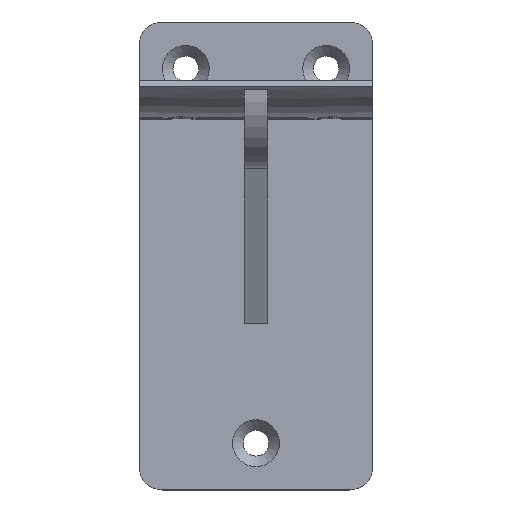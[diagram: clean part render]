
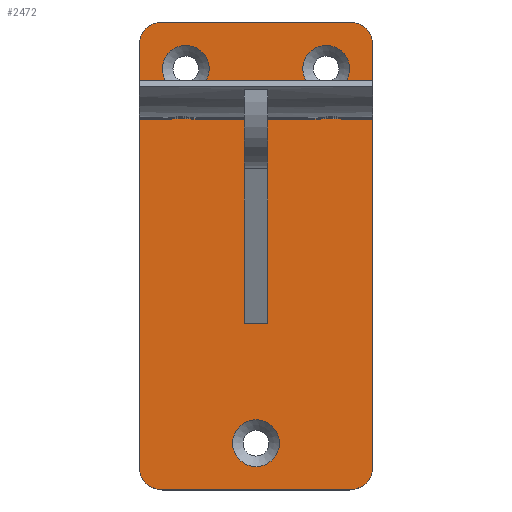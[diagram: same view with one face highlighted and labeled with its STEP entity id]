
A CAD part, top view. The second image highlights one B-rep face of the part: STEP entity #2472.
In plain terms, the highlighted planar face has unit normal (0, 0, 1).
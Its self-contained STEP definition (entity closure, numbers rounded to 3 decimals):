
#34 = CARTESIAN_POINT ( 'NONE',  ( -10., 40., 5. ) ) ;
#187 = EDGE_CURVE ( 'NONE', #12275, #11924, #8122, .T. ) ;
#207 = CIRCLE ( 'NONE', #10301, 5. ) ;
#233 = ORIENTED_EDGE ( 'NONE', *, *, #7532, .T. ) ;
#242 = EDGE_LOOP ( 'NONE', ( #1481 ) ) ;
#248 = CARTESIAN_POINT ( 'NONE',  ( 20., -45., 5. ) ) ;
#313 = DIRECTION ( 'NONE',  ( -1., 0., 0. ) ) ;
#508 = DIRECTION ( 'NONE',  ( 0., 0., 1. ) ) ;
#676 = DIRECTION ( 'NONE',  ( 1., 0., 0. ) ) ;
#693 = VECTOR ( 'NONE', #313, 1000. ) ;
#762 = DIRECTION ( 'NONE',  ( 0., 0., 1. ) ) ;
#788 = CARTESIAN_POINT ( 'NONE',  ( -2.5, -14.474, 5. ) ) ;
#989 = DIRECTION ( 'NONE',  ( 1., 0., 0. ) ) ;
#1056 = EDGE_LOOP ( 'NONE', ( #1237, #5771, #3900, #11993 ) ) ;
#1116 = EDGE_CURVE ( 'NONE', #5831, #5831, #8266, .T. ) ;
#1143 = EDGE_CURVE ( 'NONE', #11457, #8419, #10501, .T. ) ;
#1237 = ORIENTED_EDGE ( 'NONE', *, *, #187, .T. ) ;
#1341 = CARTESIAN_POINT ( 'NONE',  ( 15., 40., 5. ) ) ;
#1459 = ORIENTED_EDGE ( 'NONE', *, *, #1952, .T. ) ;
#1481 = ORIENTED_EDGE ( 'NONE', *, *, #7757, .F. ) ;
#1570 = VECTOR ( 'NONE', #676, 1000. ) ;
#1642 = CARTESIAN_POINT ( 'NONE',  ( -15., 40., 5. ) ) ;
#1943 = VERTEX_POINT ( 'NONE', #7511 ) ;
#1952 = EDGE_CURVE ( 'NONE', #9474, #4097, #3779, .T. ) ;
#1990 = DIRECTION ( 'NONE',  ( 1., 0., 0. ) ) ;
#2053 = LINE ( 'NONE', #11028, #6530 ) ;
#2094 = LINE ( 'NONE', #8705, #4928 ) ;
#2155 = DIRECTION ( 'NONE',  ( 1., 0., 0. ) ) ;
#2200 = DIRECTION ( 'NONE',  ( 0., 0., 1. ) ) ;
#2247 = VERTEX_POINT ( 'NONE', #34 ) ;
#2472 = ADVANCED_FACE ( 'NONE', ( #8104, #7361, #11238, #5584, #5443 ), #10229, .T. ) ;
#2607 = DIRECTION ( 'NONE',  ( 0., -1., 0. ) ) ;
#2640 = AXIS2_PLACEMENT_3D ( 'NONE', #9892, #11701, #6172 ) ;
#2656 = VERTEX_POINT ( 'NONE', #11478 ) ;
#2969 = EDGE_CURVE ( 'NONE', #12275, #8419, #6171, .T. ) ;
#3007 = LINE ( 'NONE', #6820, #8354 ) ;
#3121 = ORIENTED_EDGE ( 'NONE', *, *, #3377, .T. ) ;
#3339 = ORIENTED_EDGE ( 'NONE', *, *, #3749, .F. ) ;
#3377 = EDGE_CURVE ( 'NONE', #5621, #9604, #6462, .T. ) ;
#3429 = ORIENTED_EDGE ( 'NONE', *, *, #1116, .F. ) ;
#3466 = DIRECTION ( 'NONE',  ( 0., 0., 1. ) ) ;
#3504 = AXIS2_PLACEMENT_3D ( 'NONE', #5359, #10167, #5320 ) ;
#3749 = EDGE_CURVE ( 'NONE', #2247, #2247, #207, .T. ) ;
#3779 = CIRCLE ( 'NONE', #8672, 5. ) ;
#3788 = CARTESIAN_POINT ( 'NONE',  ( 20., 45., 5. ) ) ;
#3900 = ORIENTED_EDGE ( 'NONE', *, *, #1143, .T. ) ;
#4097 = VERTEX_POINT ( 'NONE', #9471 ) ;
#4229 = DIRECTION ( 'NONE',  ( -1., 0., 0. ) ) ;
#4282 = AXIS2_PLACEMENT_3D ( 'NONE', #1341, #2200, #2155 ) ;
#4356 = DIRECTION ( 'NONE',  ( 1., 0., 0. ) ) ;
#4676 = DIRECTION ( 'NONE',  ( 1., 0., 0. ) ) ;
#4700 = CARTESIAN_POINT ( 'NONE',  ( -25., -45., 5. ) ) ;
#4863 = VERTEX_POINT ( 'NONE', #11156 ) ;
#4928 = VECTOR ( 'NONE', #9668, 1000. ) ;
#5135 = EDGE_CURVE ( 'NONE', #2656, #5621, #2094, .T. ) ;
#5159 = DIRECTION ( 'NONE',  ( 0., 1., 0. ) ) ;
#5268 = CARTESIAN_POINT ( 'NONE',  ( -2.5, 0., 5. ) ) ;
#5288 = CARTESIAN_POINT ( 'NONE',  ( -20., 45., 5. ) ) ;
#5320 = DIRECTION ( 'NONE',  ( 1., 0., 0. ) ) ;
#5358 = LINE ( 'NONE', #11215, #6094 ) ;
#5359 = CARTESIAN_POINT ( 'NONE',  ( 0., -40., 5. ) ) ;
#5443 = FACE_BOUND ( 'NONE', #1056, .T. ) ;
#5581 = ORIENTED_EDGE ( 'NONE', *, *, #8736, .T. ) ;
#5584 = FACE_OUTER_BOUND ( 'NONE', #8273, .T. ) ;
#5621 = VERTEX_POINT ( 'NONE', #4700 ) ;
#5771 = ORIENTED_EDGE ( 'NONE', *, *, #7992, .T. ) ;
#5831 = VERTEX_POINT ( 'NONE', #6518 ) ;
#5857 = EDGE_CURVE ( 'NONE', #4097, #7224, #3007, .T. ) ;
#5931 = ORIENTED_EDGE ( 'NONE', *, *, #9324, .T. ) ;
#5965 = CARTESIAN_POINT ( 'NONE',  ( 0., -14.474, 5. ) ) ;
#6023 = CARTESIAN_POINT ( 'NONE',  ( 2.5, -14.474, 5. ) ) ;
#6094 = VECTOR ( 'NONE', #2607, 1000. ) ;
#6171 = LINE ( 'NONE', #5268, #6757 ) ;
#6172 = DIRECTION ( 'NONE',  ( 1., 0., 0. ) ) ;
#6453 = CARTESIAN_POINT ( 'NONE',  ( 0., 0., 5. ) ) ;
#6462 = CIRCLE ( 'NONE', #2640, 5. ) ;
#6518 = CARTESIAN_POINT ( 'NONE',  ( 20., 40., 5. ) ) ;
#6530 = VECTOR ( 'NONE', #5159, 1000. ) ;
#6539 = CIRCLE ( 'NONE', #11043, 5. ) ;
#6668 = EDGE_LOOP ( 'NONE', ( #3339 ) ) ;
#6741 = CARTESIAN_POINT ( 'NONE',  ( 2.5, 35., 5. ) ) ;
#6757 = VECTOR ( 'NONE', #11080, 1000. ) ;
#6761 = ORIENTED_EDGE ( 'NONE', *, *, #5135, .T. ) ;
#6820 = CARTESIAN_POINT ( 'NONE',  ( -25., 50., 5. ) ) ;
#6848 = CARTESIAN_POINT ( 'NONE',  ( -20., -50., 5. ) ) ;
#7031 = AXIS2_PLACEMENT_3D ( 'NONE', #5288, #508, #4356 ) ;
#7224 = VERTEX_POINT ( 'NONE', #8717 ) ;
#7361 = FACE_BOUND ( 'NONE', #7642, .T. ) ;
#7398 = DIRECTION ( 'NONE',  ( 1., 0., 0. ) ) ;
#7511 = CARTESIAN_POINT ( 'NONE',  ( 20., -50., 5. ) ) ;
#7532 = EDGE_CURVE ( 'NONE', #1943, #4863, #6539, .T. ) ;
#7553 = DIRECTION ( 'NONE',  ( 0., 0., 1. ) ) ;
#7642 = EDGE_LOOP ( 'NONE', ( #3429 ) ) ;
#7692 = EDGE_CURVE ( 'NONE', #9604, #1943, #8625, .T. ) ;
#7757 = EDGE_CURVE ( 'NONE', #9982, #9982, #8328, .T. ) ;
#7992 = EDGE_CURVE ( 'NONE', #11924, #11457, #5358, .T. ) ;
#8104 = FACE_BOUND ( 'NONE', #6668, .T. ) ;
#8122 = LINE ( 'NONE', #10186, #1570 ) ;
#8266 = CIRCLE ( 'NONE', #4282, 5. ) ;
#8273 = EDGE_LOOP ( 'NONE', ( #11533, #233, #5581, #1459, #8332, #5931, #6761, #3121 ) ) ;
#8328 = CIRCLE ( 'NONE', #3504, 5. ) ;
#8332 = ORIENTED_EDGE ( 'NONE', *, *, #5857, .T. ) ;
#8354 = VECTOR ( 'NONE', #4229, 1000. ) ;
#8419 = VERTEX_POINT ( 'NONE', #788 ) ;
#8625 = LINE ( 'NONE', #10298, #8761 ) ;
#8672 = AXIS2_PLACEMENT_3D ( 'NONE', #3788, #7553, #4676 ) ;
#8705 = CARTESIAN_POINT ( 'NONE',  ( -25., 50., 5. ) ) ;
#8717 = CARTESIAN_POINT ( 'NONE',  ( -20., 50., 5. ) ) ;
#8736 = EDGE_CURVE ( 'NONE', #4863, #9474, #2053, .T. ) ;
#8761 = VECTOR ( 'NONE', #989, 1000. ) ;
#9260 = CIRCLE ( 'NONE', #7031, 5. ) ;
#9324 = EDGE_CURVE ( 'NONE', #7224, #2656, #9260, .T. ) ;
#9471 = CARTESIAN_POINT ( 'NONE',  ( 20., 50., 5. ) ) ;
#9474 = VERTEX_POINT ( 'NONE', #10257 ) ;
#9604 = VERTEX_POINT ( 'NONE', #6848 ) ;
#9668 = DIRECTION ( 'NONE',  ( 0., -1., 0. ) ) ;
#9892 = CARTESIAN_POINT ( 'NONE',  ( -20., -45., 5. ) ) ;
#9982 = VERTEX_POINT ( 'NONE', #11468 ) ;
#10131 = CARTESIAN_POINT ( 'NONE',  ( -2.5, 35., 5. ) ) ;
#10167 = DIRECTION ( 'NONE',  ( 0., 0., 1. ) ) ;
#10186 = CARTESIAN_POINT ( 'NONE',  ( 0., 35., 5. ) ) ;
#10229 = PLANE ( 'NONE',  #10518 ) ;
#10257 = CARTESIAN_POINT ( 'NONE',  ( 25., 45., 5. ) ) ;
#10298 = CARTESIAN_POINT ( 'NONE',  ( -25., -50., 5. ) ) ;
#10301 = AXIS2_PLACEMENT_3D ( 'NONE', #1642, #3466, #12093 ) ;
#10501 = LINE ( 'NONE', #5965, #693 ) ;
#10518 = AXIS2_PLACEMENT_3D ( 'NONE', #6453, #762, #7398 ) ;
#11028 = CARTESIAN_POINT ( 'NONE',  ( 25., 50., 5. ) ) ;
#11043 = AXIS2_PLACEMENT_3D ( 'NONE', #248, #11604, #1990 ) ;
#11080 = DIRECTION ( 'NONE',  ( 0., -1., 0. ) ) ;
#11156 = CARTESIAN_POINT ( 'NONE',  ( 25., -45., 5. ) ) ;
#11215 = CARTESIAN_POINT ( 'NONE',  ( 2.5, 0., 5. ) ) ;
#11238 = FACE_BOUND ( 'NONE', #242, .T. ) ;
#11457 = VERTEX_POINT ( 'NONE', #6023 ) ;
#11468 = CARTESIAN_POINT ( 'NONE',  ( 5., -40., 5. ) ) ;
#11478 = CARTESIAN_POINT ( 'NONE',  ( -25., 45., 5. ) ) ;
#11533 = ORIENTED_EDGE ( 'NONE', *, *, #7692, .T. ) ;
#11604 = DIRECTION ( 'NONE',  ( 0., 0., 1. ) ) ;
#11701 = DIRECTION ( 'NONE',  ( 0., 0., 1. ) ) ;
#11924 = VERTEX_POINT ( 'NONE', #6741 ) ;
#11993 = ORIENTED_EDGE ( 'NONE', *, *, #2969, .F. ) ;
#12093 = DIRECTION ( 'NONE',  ( 1., 0., 0. ) ) ;
#12275 = VERTEX_POINT ( 'NONE', #10131 ) ;
